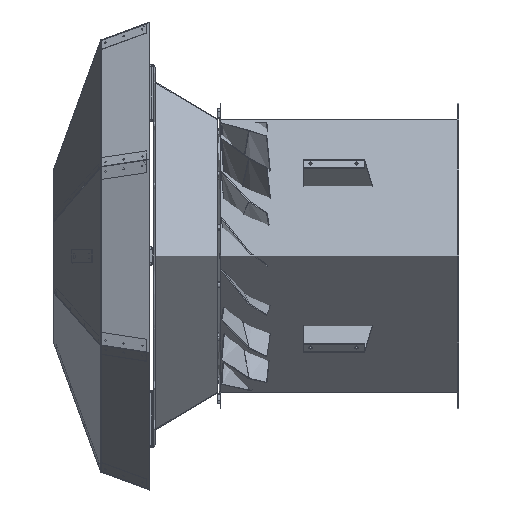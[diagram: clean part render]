
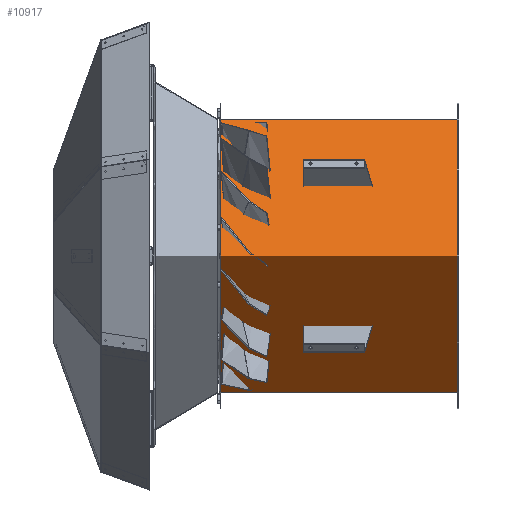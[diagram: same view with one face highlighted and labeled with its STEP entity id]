
A CAD part, front view. The second image highlights one B-rep face of the part: STEP entity #10917.
In plain terms, the highlighted cylindrical face has radius 356.2 mm (diameter 712.4 mm), a partial arc.
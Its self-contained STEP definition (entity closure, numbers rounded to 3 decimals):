
#10917=ADVANCED_FACE('',(#24720),#24722,.T.);
#24720=FACE_BOUND('',#24721,.T.);
#24721=EDGE_LOOP('',(#38212,#38213,#38214,#38215));
#24722=CYLINDRICAL_SURFACE('',#24723,356.2);
#24723=AXIS2_PLACEMENT_3D('',#24724,#24725,#24726);
#24724=CARTESIAN_POINT('',(0.,0.,0.));
#24725=DIRECTION('',(-1.,0.,0.));
#24726=DIRECTION('',(0.,-0.001,-1.));
#38212=ORIENTED_EDGE('',*,*,#48514,.T.);
#38213=ORIENTED_EDGE('',*,*,#48520,.T.);
#38214=ORIENTED_EDGE('',*,*,#48521,.F.);
#38215=ORIENTED_EDGE('',*,*,#48522,.F.);
#48514=EDGE_CURVE('',#56059,#56057,#56060,.T.);
#48520=EDGE_CURVE('',#56057,#56067,#56069,.T.);
#48521=EDGE_CURVE('',#56070,#56067,#56071,.T.);
#48522=EDGE_CURVE('',#56059,#56070,#56072,.T.);
#56057=VERTEX_POINT('',#70615);
#56059=VERTEX_POINT('',#70619);
#56060=CIRCLE('',#70620,356.2);
#56067=VERTEX_POINT('',#70639);
#56069=LINE('',#70643,#70644);
#56070=VERTEX_POINT('',#70646);
#56071=CIRCLE('',#70647,356.2);
#56072=LINE('',#70651,#70652);
#70615=CARTESIAN_POINT('',(0.,0.502,-356.2));
#70619=CARTESIAN_POINT('',(0.,-0.502,-356.2));
#70620=AXIS2_PLACEMENT_3D('',#70621,#70622,#70623);
#70621=CARTESIAN_POINT('',(0.,0.,0.));
#70622=DIRECTION('',(-1.,-0.,-0.));
#70623=DIRECTION('',(0.,-0.001,-1.));
#70639=CARTESIAN_POINT('',(-625.,0.502,-356.2));
#70643=CARTESIAN_POINT('',(0.,0.502,-356.2));
#70644=VECTOR('',#70645,1.);
#70645=DIRECTION('',(-1.,0.,0.));
#70646=CARTESIAN_POINT('',(-625.,-0.502,-356.2));
#70647=AXIS2_PLACEMENT_3D('',#70648,#70649,#70650);
#70648=CARTESIAN_POINT('',(-625.,0.,0.));
#70649=DIRECTION('',(-1.,-0.,-0.));
#70650=DIRECTION('',(0.,-0.001,-1.));
#70651=CARTESIAN_POINT('',(0.,-0.502,-356.2));
#70652=VECTOR('',#70653,1.);
#70653=DIRECTION('',(-1.,0.,0.));
